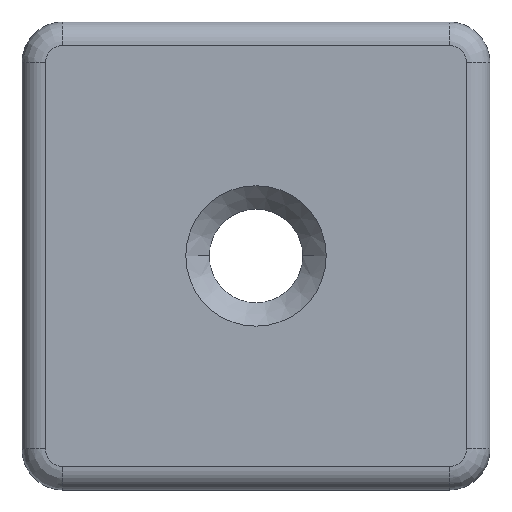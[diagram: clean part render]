
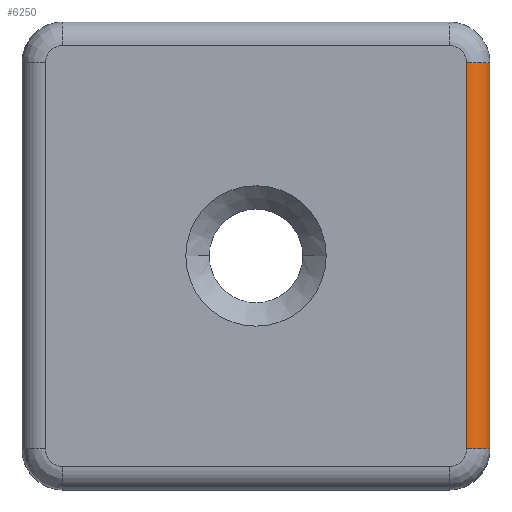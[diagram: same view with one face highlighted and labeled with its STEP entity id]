
A CAD part, top view. The second image highlights one B-rep face of the part: STEP entity #6250.
In plain terms, the highlighted cylindrical face has radius 2 mm (diameter 4 mm), a partial arc.
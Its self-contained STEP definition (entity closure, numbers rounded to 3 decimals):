
#727 = PLANE('',#728);
#728 = AXIS2_PLACEMENT_3D('',#729,#730,#731);
#729 = CARTESIAN_POINT('',(-16.5,-16.5,4.));
#730 = DIRECTION('',(0.,0.,1.));
#731 = DIRECTION('',(1.,0.,-0.));
#1569 = PLANE('',#1570);
#1570 = AXIS2_PLACEMENT_3D('',#1571,#1572,#1573);
#1571 = CARTESIAN_POINT('',(20.,-16.5,4.));
#1572 = DIRECTION('',(-1.,0.,0.));
#1573 = DIRECTION('',(0.,0.,1.));
#5698 = VERTEX_POINT('',#5699);
#5699 = CARTESIAN_POINT('',(20.,-16.5,2.));
#5735 = SURFACE_OF_REVOLUTION('',#5736,#5749);
#5736 = B_SPLINE_CURVE_WITH_KNOTS('',6,(#5737,#5738,#5739,#5740,#5741,
    #5742,#5743,#5744,#5745,#5746,#5747,#5748),.UNSPECIFIED.,.F.,.F.,(7,
    5,7),(0.,0.785,1.571),.UNSPECIFIED.);
#5737 = CARTESIAN_POINT('',(20.,-16.5,2.));
#5738 = CARTESIAN_POINT('',(20.,-16.5,2.262));
#5739 = CARTESIAN_POINT('',(19.959,-16.5,2.524));
#5740 = CARTESIAN_POINT('',(19.877,-16.5,2.777));
#5741 = CARTESIAN_POINT('',(19.755,-16.5,3.015));
#5742 = CARTESIAN_POINT('',(19.599,-16.5,3.229));
#5743 = CARTESIAN_POINT('',(19.229,-16.5,3.599));
#5744 = CARTESIAN_POINT('',(19.015,-16.5,3.755));
#5745 = CARTESIAN_POINT('',(18.777,-16.5,3.877));
#5746 = CARTESIAN_POINT('',(18.524,-16.5,3.959));
#5747 = CARTESIAN_POINT('',(18.262,-16.5,4.));
#5748 = CARTESIAN_POINT('',(18.,-16.5,4.));
#5749 = AXIS1_PLACEMENT('',#5750,#5751);
#5750 = CARTESIAN_POINT('',(16.5,-16.5,2.));
#5751 = DIRECTION('',(0.,0.,1.));
#5765 = VERTEX_POINT('',#5766);
#5766 = CARTESIAN_POINT('',(20.,16.5,2.));
#5787 = EDGE_CURVE('',#5765,#5698,#5788,.T.);
#5788 = SURFACE_CURVE('',#5789,(#5793,#5800),.PCURVE_S1.);
#5789 = LINE('',#5790,#5791);
#5790 = CARTESIAN_POINT('',(20.,-16.5,2.));
#5791 = VECTOR('',#5792,1.);
#5792 = DIRECTION('',(-0.,-1.,-0.));
#5793 = PCURVE('',#1569,#5794);
#5794 = DEFINITIONAL_REPRESENTATION('',(#5795),#5799);
#5795 = LINE('',#5796,#5797);
#5796 = CARTESIAN_POINT('',(-2.,0.));
#5797 = VECTOR('',#5798,1.);
#5798 = DIRECTION('',(0.,-1.));
#5799 = ( GEOMETRIC_REPRESENTATION_CONTEXT(2) 
PARAMETRIC_REPRESENTATION_CONTEXT() REPRESENTATION_CONTEXT('2D SPACE',''
  ) );
#5800 = PCURVE('',#5801,#5806);
#5801 = CYLINDRICAL_SURFACE('',#5802,2.);
#5802 = AXIS2_PLACEMENT_3D('',#5803,#5804,#5805);
#5803 = CARTESIAN_POINT('',(18.,-16.5,2.));
#5804 = DIRECTION('',(0.,1.,0.));
#5805 = DIRECTION('',(0.,0.,-1.));
#5806 = DEFINITIONAL_REPRESENTATION('',(#5807),#5811);
#5807 = LINE('',#5808,#5809);
#5808 = CARTESIAN_POINT('',(4.712,0.));
#5809 = VECTOR('',#5810,1.);
#5810 = DIRECTION('',(0.,-1.));
#5811 = ( GEOMETRIC_REPRESENTATION_CONTEXT(2) 
PARAMETRIC_REPRESENTATION_CONTEXT() REPRESENTATION_CONTEXT('2D SPACE',''
  ) );
#5856 = SURFACE_OF_REVOLUTION('',#5857,#5870);
#5857 = B_SPLINE_CURVE_WITH_KNOTS('',6,(#5858,#5859,#5860,#5861,#5862,
    #5863,#5864,#5865,#5866,#5867,#5868,#5869),.UNSPECIFIED.,.F.,.F.,(7,
    5,7),(0.,0.785,1.571),.UNSPECIFIED.);
#5858 = CARTESIAN_POINT('',(20.,16.5,2.));
#5859 = CARTESIAN_POINT('',(20.,16.5,2.262));
#5860 = CARTESIAN_POINT('',(19.959,16.5,2.524));
#5861 = CARTESIAN_POINT('',(19.877,16.5,2.777));
#5862 = CARTESIAN_POINT('',(19.755,16.5,3.015));
#5863 = CARTESIAN_POINT('',(19.599,16.5,3.229));
#5864 = CARTESIAN_POINT('',(19.229,16.5,3.599));
#5865 = CARTESIAN_POINT('',(19.015,16.5,3.755));
#5866 = CARTESIAN_POINT('',(18.777,16.5,3.877));
#5867 = CARTESIAN_POINT('',(18.524,16.5,3.959));
#5868 = CARTESIAN_POINT('',(18.262,16.5,4.));
#5869 = CARTESIAN_POINT('',(18.,16.5,4.));
#5870 = AXIS1_PLACEMENT('',#5871,#5872);
#5871 = CARTESIAN_POINT('',(16.5,16.5,2.));
#5872 = DIRECTION('',(0.,0.,1.));
#6135 = VERTEX_POINT('',#6136);
#6136 = CARTESIAN_POINT('',(18.,-16.5,4.));
#6158 = EDGE_CURVE('',#6135,#6159,#6161,.T.);
#6159 = VERTEX_POINT('',#6160);
#6160 = CARTESIAN_POINT('',(18.,16.5,4.));
#6161 = SURFACE_CURVE('',#6162,(#6166,#6173),.PCURVE_S1.);
#6162 = LINE('',#6163,#6164);
#6163 = CARTESIAN_POINT('',(18.,16.5,4.));
#6164 = VECTOR('',#6165,1.);
#6165 = DIRECTION('',(0.,1.,0.));
#6166 = PCURVE('',#727,#6167);
#6167 = DEFINITIONAL_REPRESENTATION('',(#6168),#6172);
#6168 = LINE('',#6169,#6170);
#6169 = CARTESIAN_POINT('',(34.5,33.));
#6170 = VECTOR('',#6171,1.);
#6171 = DIRECTION('',(0.,1.));
#6172 = ( GEOMETRIC_REPRESENTATION_CONTEXT(2) 
PARAMETRIC_REPRESENTATION_CONTEXT() REPRESENTATION_CONTEXT('2D SPACE',''
  ) );
#6173 = PCURVE('',#5801,#6174);
#6174 = DEFINITIONAL_REPRESENTATION('',(#6175),#6179);
#6175 = LINE('',#6176,#6177);
#6176 = CARTESIAN_POINT('',(3.142,33.));
#6177 = VECTOR('',#6178,1.);
#6178 = DIRECTION('',(0.,1.));
#6179 = ( GEOMETRIC_REPRESENTATION_CONTEXT(2) 
PARAMETRIC_REPRESENTATION_CONTEXT() REPRESENTATION_CONTEXT('2D SPACE',''
  ) );
#6250 = ADVANCED_FACE('',(#6251),#5801,.T.);
#6251 = FACE_BOUND('',#6252,.T.);
#6252 = EDGE_LOOP('',(#6253,#6275,#6276,#6320));
#6253 = ORIENTED_EDGE('',*,*,#6254,.F.);
#6254 = EDGE_CURVE('',#5698,#6135,#6255,.T.);
#6255 = SURFACE_CURVE('',#6256,(#6261,#6268),.PCURVE_S1.);
#6256 = CIRCLE('',#6257,2.);
#6257 = AXIS2_PLACEMENT_3D('',#6258,#6259,#6260);
#6258 = CARTESIAN_POINT('',(18.,-16.5,2.));
#6259 = DIRECTION('',(0.,-1.,0.));
#6260 = DIRECTION('',(0.,0.,-1.));
#6261 = PCURVE('',#5801,#6262);
#6262 = DEFINITIONAL_REPRESENTATION('',(#6263),#6267);
#6263 = LINE('',#6264,#6265);
#6264 = CARTESIAN_POINT('',(6.283,0.));
#6265 = VECTOR('',#6266,1.);
#6266 = DIRECTION('',(-1.,0.));
#6267 = ( GEOMETRIC_REPRESENTATION_CONTEXT(2) 
PARAMETRIC_REPRESENTATION_CONTEXT() REPRESENTATION_CONTEXT('2D SPACE',''
  ) );
#6268 = PCURVE('',#5735,#6269);
#6269 = DEFINITIONAL_REPRESENTATION('',(#6270),#6274);
#6270 = LINE('',#6271,#6272);
#6271 = CARTESIAN_POINT('',(6.283,-1.571));
#6272 = VECTOR('',#6273,1.);
#6273 = DIRECTION('',(0.,1.));
#6274 = ( GEOMETRIC_REPRESENTATION_CONTEXT(2) 
PARAMETRIC_REPRESENTATION_CONTEXT() REPRESENTATION_CONTEXT('2D SPACE',''
  ) );
#6275 = ORIENTED_EDGE('',*,*,#5787,.F.);
#6276 = ORIENTED_EDGE('',*,*,#6277,.F.);
#6277 = EDGE_CURVE('',#6159,#5765,#6278,.T.);
#6278 = SURFACE_CURVE('',#6279,(#6284,#6291),.PCURVE_S1.);
#6279 = CIRCLE('',#6280,2.);
#6280 = AXIS2_PLACEMENT_3D('',#6281,#6282,#6283);
#6281 = CARTESIAN_POINT('',(18.,16.5,2.));
#6282 = DIRECTION('',(0.,1.,-0.));
#6283 = DIRECTION('',(-1.,0.,0.));
#6284 = PCURVE('',#5801,#6285);
#6285 = DEFINITIONAL_REPRESENTATION('',(#6286),#6290);
#6286 = LINE('',#6287,#6288);
#6287 = CARTESIAN_POINT('',(1.571,33.));
#6288 = VECTOR('',#6289,1.);
#6289 = DIRECTION('',(1.,0.));
#6290 = ( GEOMETRIC_REPRESENTATION_CONTEXT(2) 
PARAMETRIC_REPRESENTATION_CONTEXT() REPRESENTATION_CONTEXT('2D SPACE',''
  ) );
#6291 = PCURVE('',#5856,#6292);
#6292 = DEFINITIONAL_REPRESENTATION('',(#6293),#6319);
#6293 = B_SPLINE_CURVE_WITH_KNOTS('',3,(#6294,#6295,#6296,#6297,#6298,
    #6299,#6300,#6301,#6302,#6303,#6304,#6305,#6306,#6307,#6308,#6309,
    #6310,#6311,#6312,#6313,#6314,#6315,#6316,#6317,#6318),
  .UNSPECIFIED.,.F.,.F.,(4,1,1,1,1,1,1,1,1,1,1,1,1,1,1,1,1,1,1,1,1,1,4),
  (1.571,1.642,1.714,1.785,
    1.856,1.928,1.999,2.071,
    2.142,2.213,2.285,2.356,
    2.428,2.499,2.57,2.642,
    2.713,2.785,2.856,2.927,
    2.999,3.07,3.142),.QUASI_UNIFORM_KNOTS.);
#6294 = CARTESIAN_POINT('',(0.,1.571));
#6295 = CARTESIAN_POINT('',(0.,1.547));
#6296 = CARTESIAN_POINT('',(0.,1.499));
#6297 = CARTESIAN_POINT('',(0.,1.428));
#6298 = CARTESIAN_POINT('',(0.,1.357));
#6299 = CARTESIAN_POINT('',(0.,1.285));
#6300 = CARTESIAN_POINT('',(0.,1.214));
#6301 = CARTESIAN_POINT('',(0.,1.142));
#6302 = CARTESIAN_POINT('',(0.,1.071));
#6303 = CARTESIAN_POINT('',(0.,1.));
#6304 = CARTESIAN_POINT('',(0.,0.928));
#6305 = CARTESIAN_POINT('',(0.,0.857));
#6306 = CARTESIAN_POINT('',(0.,0.785));
#6307 = CARTESIAN_POINT('',(0.,0.714));
#6308 = CARTESIAN_POINT('',(0.,0.643));
#6309 = CARTESIAN_POINT('',(0.,0.571));
#6310 = CARTESIAN_POINT('',(0.,0.5));
#6311 = CARTESIAN_POINT('',(0.,0.428));
#6312 = CARTESIAN_POINT('',(0.,0.357));
#6313 = CARTESIAN_POINT('',(0.,0.286));
#6314 = CARTESIAN_POINT('',(0.,0.214));
#6315 = CARTESIAN_POINT('',(0.,0.143));
#6316 = CARTESIAN_POINT('',(0.,0.071));
#6317 = CARTESIAN_POINT('',(0.,0.024));
#6318 = CARTESIAN_POINT('',(0.,0.));
#6319 = ( GEOMETRIC_REPRESENTATION_CONTEXT(2) 
PARAMETRIC_REPRESENTATION_CONTEXT() REPRESENTATION_CONTEXT('2D SPACE',''
  ) );
#6320 = ORIENTED_EDGE('',*,*,#6158,.F.);
